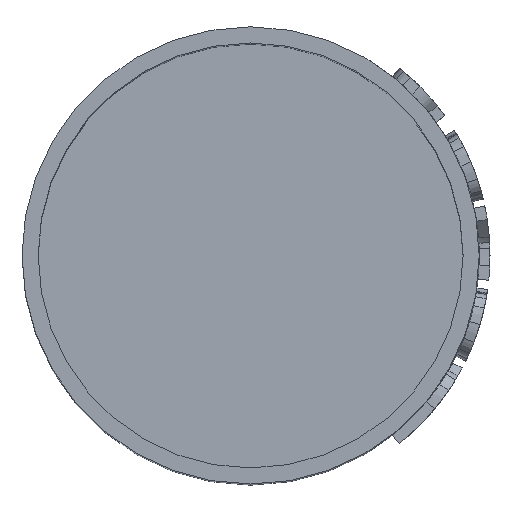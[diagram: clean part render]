
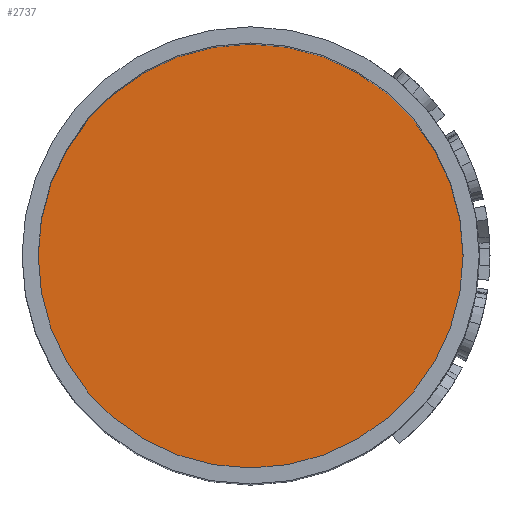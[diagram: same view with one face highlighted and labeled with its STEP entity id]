
A CAD part, top view. The second image highlights one B-rep face of the part: STEP entity #2737.
In plain terms, the highlighted planar face has unit normal (0, 0, 1).
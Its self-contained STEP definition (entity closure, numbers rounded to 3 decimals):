
#40=PLANE('',#2817);
#309=FACE_OUTER_BOUND('',#467,.T.);
#467=EDGE_LOOP('',(#2564));
#1051=CIRCLE('',#2818,39.5);
#1329=VERTEX_POINT('',#6932);
#1745=EDGE_CURVE('',#1329,#1329,#1051,.T.);
#2564=ORIENTED_EDGE('',*,*,#1745,.F.);
#2737=ADVANCED_FACE('',(#309),#40,.T.);
#2817=AXIS2_PLACEMENT_3D('',#6931,#3110,#3111);
#2818=AXIS2_PLACEMENT_3D('',#6933,#3112,#3113);
#3110=DIRECTION('center_axis',(0.,0.,1.));
#3111=DIRECTION('ref_axis',(1.,0.,0.));
#3112=DIRECTION('center_axis',(0.,0.,-1.));
#3113=DIRECTION('ref_axis',(1.,0.,0.));
#6931=CARTESIAN_POINT('Origin',(0.,0.,3.));
#6932=CARTESIAN_POINT('',(-39.5,0.,3.));
#6933=CARTESIAN_POINT('Origin',(0.,0.,3.));
